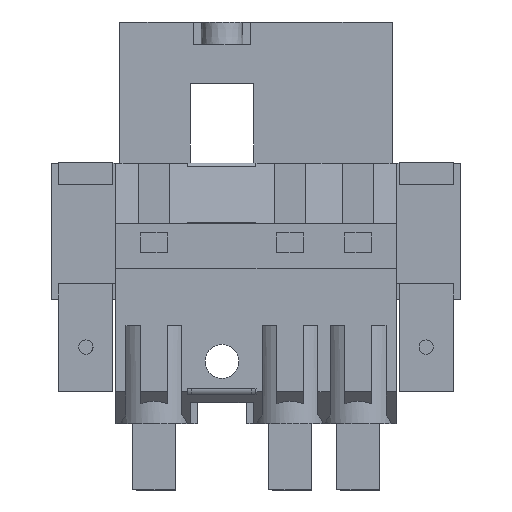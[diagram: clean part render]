
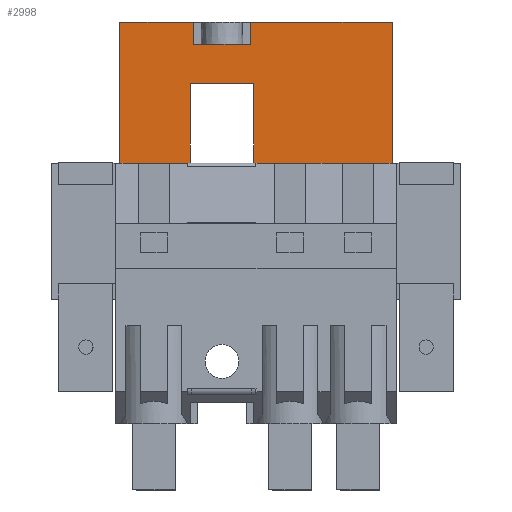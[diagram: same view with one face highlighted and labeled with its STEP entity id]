
A CAD part, front view. The second image highlights one B-rep face of the part: STEP entity #2998.
In plain terms, the highlighted planar face has unit normal (0, -1, 0).
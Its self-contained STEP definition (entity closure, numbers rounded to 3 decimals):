
#2907=AXIS2_PLACEMENT_3D('Plane Axis2P3D',#2904,#2905,#2906) ;
#2713=CARTESIAN_POINT('Line Origine',(7.606,3.,44.5)) ;
#2717=CARTESIAN_POINT('Vertex',(7.606,3.,52.4)) ;
#2719=CARTESIAN_POINT('Vertex',(7.606,3.,36.6)) ;
#2904=CARTESIAN_POINT('Axis2P3D Location',(30.93,3.,36.6)) ;
#2909=CARTESIAN_POINT('Line Origine',(30.362,3.,36.6)) ;
#2913=CARTESIAN_POINT('Vertex',(22.61,3.,36.6)) ;
#2915=CARTESIAN_POINT('Vertex',(38.114,3.,36.6)) ;
#2918=CARTESIAN_POINT('Line Origine',(38.114,3.,44.5)) ;
#2922=CARTESIAN_POINT('Vertex',(38.114,3.,52.4)) ;
#2925=CARTESIAN_POINT('Line Origine',(30.182,3.,52.4)) ;
#2929=CARTESIAN_POINT('Vertex',(22.25,3.,52.4)) ;
#2932=CARTESIAN_POINT('Line Origine',(22.239,3.,51.15)) ;
#2936=CARTESIAN_POINT('Vertex',(22.228,3.,49.9)) ;
#2939=CARTESIAN_POINT('Line Origine',(19.05,3.,49.9)) ;
#2943=CARTESIAN_POINT('Vertex',(15.872,3.,49.9)) ;
#2946=CARTESIAN_POINT('Line Origine',(15.861,3.,51.15)) ;
#2950=CARTESIAN_POINT('Vertex',(15.85,3.,52.4)) ;
#2953=CARTESIAN_POINT('Line Origine',(11.728,3.,52.4)) ;
#2958=CARTESIAN_POINT('Line Origine',(11.548,3.,36.6)) ;
#2962=CARTESIAN_POINT('Vertex',(15.49,3.,36.6)) ;
#2965=CARTESIAN_POINT('Line Origine',(15.49,3.,41.05)) ;
#2969=CARTESIAN_POINT('Vertex',(15.49,3.,45.5)) ;
#2972=CARTESIAN_POINT('Line Origine',(19.05,3.,45.5)) ;
#2976=CARTESIAN_POINT('Vertex',(22.61,3.,45.5)) ;
#2979=CARTESIAN_POINT('Line Origine',(22.61,3.,41.05)) ;
#2714=DIRECTION('Vector Direction',(0.,0.,-1.)) ;
#2905=DIRECTION('Axis2P3D Direction',(0.,-1.,0.)) ;
#2906=DIRECTION('Axis2P3D XDirection',(0.,0.,1.)) ;
#2910=DIRECTION('Vector Direction',(1.,0.,0.)) ;
#2919=DIRECTION('Vector Direction',(0.,0.,-1.)) ;
#2926=DIRECTION('Vector Direction',(1.,0.,0.)) ;
#2933=DIRECTION('Vector Direction',(0.009,0.,1.)) ;
#2940=DIRECTION('Vector Direction',(-1.,0.,0.)) ;
#2947=DIRECTION('Vector Direction',(-0.009,0.,1.)) ;
#2954=DIRECTION('Vector Direction',(1.,0.,0.)) ;
#2959=DIRECTION('Vector Direction',(-1.,0.,0.)) ;
#2966=DIRECTION('Vector Direction',(0.,0.,1.)) ;
#2973=DIRECTION('Vector Direction',(1.,0.,0.)) ;
#2980=DIRECTION('Vector Direction',(0.,0.,1.)) ;
#2715=VECTOR('Line Direction',#2714,1.) ;
#2911=VECTOR('Line Direction',#2910,1.) ;
#2920=VECTOR('Line Direction',#2919,1.) ;
#2927=VECTOR('Line Direction',#2926,1.) ;
#2934=VECTOR('Line Direction',#2933,1.) ;
#2941=VECTOR('Line Direction',#2940,1.) ;
#2948=VECTOR('Line Direction',#2947,1.) ;
#2955=VECTOR('Line Direction',#2954,1.) ;
#2960=VECTOR('Line Direction',#2959,1.) ;
#2967=VECTOR('Line Direction',#2966,1.) ;
#2974=VECTOR('Line Direction',#2973,1.) ;
#2981=VECTOR('Line Direction',#2980,1.) ;
#2985=ORIENTED_EDGE('',*,*,#2917,.T.) ;
#2986=ORIENTED_EDGE('',*,*,#2924,.F.) ;
#2987=ORIENTED_EDGE('',*,*,#2931,.F.) ;
#2988=ORIENTED_EDGE('',*,*,#2938,.T.) ;
#2989=ORIENTED_EDGE('',*,*,#2945,.T.) ;
#2990=ORIENTED_EDGE('',*,*,#2952,.T.) ;
#2991=ORIENTED_EDGE('',*,*,#2957,.T.) ;
#2992=ORIENTED_EDGE('',*,*,#2721,.T.) ;
#2993=ORIENTED_EDGE('',*,*,#2964,.F.) ;
#2994=ORIENTED_EDGE('',*,*,#2971,.T.) ;
#2995=ORIENTED_EDGE('',*,*,#2978,.T.) ;
#2996=ORIENTED_EDGE('',*,*,#2983,.F.) ;
#2998=ADVANCED_FACE('HOUSING',(#2997),#2908,.T.) ;
#2721=EDGE_CURVE('',#2718,#2720,#2716,.T.) ;
#2917=EDGE_CURVE('',#2914,#2916,#2912,.T.) ;
#2924=EDGE_CURVE('',#2923,#2916,#2921,.T.) ;
#2931=EDGE_CURVE('',#2930,#2923,#2928,.T.) ;
#2938=EDGE_CURVE('',#2930,#2937,#2935,.F.) ;
#2945=EDGE_CURVE('',#2937,#2944,#2942,.T.) ;
#2952=EDGE_CURVE('',#2944,#2951,#2949,.T.) ;
#2957=EDGE_CURVE('',#2951,#2718,#2956,.F.) ;
#2964=EDGE_CURVE('',#2963,#2720,#2961,.T.) ;
#2971=EDGE_CURVE('',#2963,#2970,#2968,.T.) ;
#2978=EDGE_CURVE('',#2970,#2977,#2975,.T.) ;
#2983=EDGE_CURVE('',#2914,#2977,#2982,.T.) ;
#2984=EDGE_LOOP('',(#2985,#2986,#2987,#2988,#2989,#2990,#2991,#2992,#2993,#2994,#2995,#2996)) ;
#2997=FACE_OUTER_BOUND('',#2984,.T.) ;
#2716=LINE('Line',#2713,#2715) ;
#2912=LINE('Line',#2909,#2911) ;
#2921=LINE('Line',#2918,#2920) ;
#2928=LINE('Line',#2925,#2927) ;
#2935=LINE('Line',#2932,#2934) ;
#2942=LINE('Line',#2939,#2941) ;
#2949=LINE('Line',#2946,#2948) ;
#2956=LINE('Line',#2953,#2955) ;
#2961=LINE('Line',#2958,#2960) ;
#2968=LINE('Line',#2965,#2967) ;
#2975=LINE('Line',#2972,#2974) ;
#2982=LINE('Line',#2979,#2981) ;
#2908=PLANE('',#2907) ;
#2718=VERTEX_POINT('',#2717) ;
#2720=VERTEX_POINT('',#2719) ;
#2914=VERTEX_POINT('',#2913) ;
#2916=VERTEX_POINT('',#2915) ;
#2923=VERTEX_POINT('',#2922) ;
#2930=VERTEX_POINT('',#2929) ;
#2937=VERTEX_POINT('',#2936) ;
#2944=VERTEX_POINT('',#2943) ;
#2951=VERTEX_POINT('',#2950) ;
#2963=VERTEX_POINT('',#2962) ;
#2970=VERTEX_POINT('',#2969) ;
#2977=VERTEX_POINT('',#2976) ;
